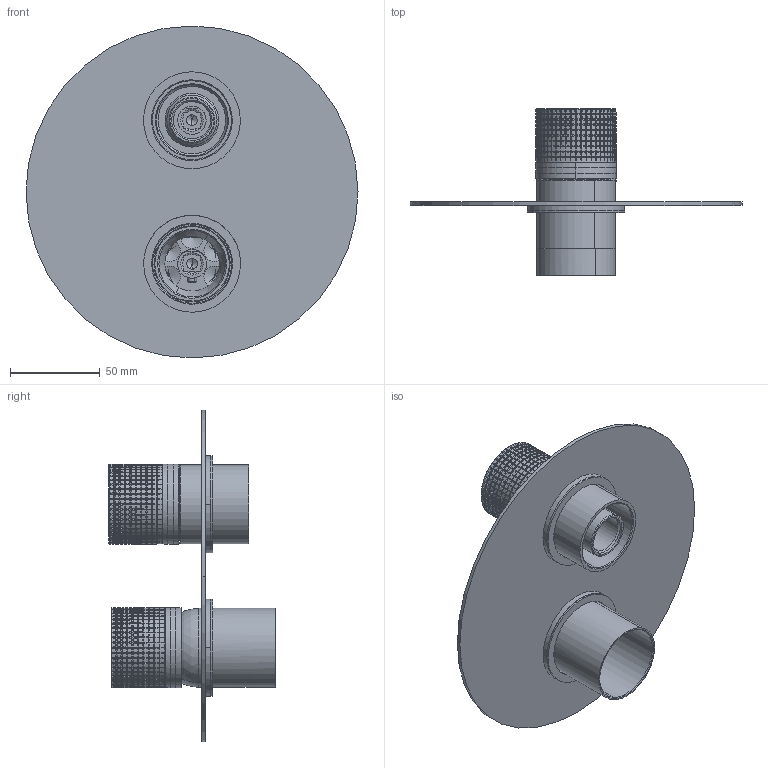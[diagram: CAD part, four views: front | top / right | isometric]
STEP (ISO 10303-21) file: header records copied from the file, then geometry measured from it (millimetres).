
FILE_DESCRIPTION(('CATIA V5 STEP Exchange','CAx-IF Rec.Pracs.--- Model Styling and Organization---1.5--- 2016-08-15','CAx-IF Rec.Pracs.---Supplemental Geometry---1.0---2011-11-01','CAx-IF Rec.Pracs.--- Composite Materials ---3.4---2017-06-13','CAx-IF Rec.Pracs.---Tessellated 3D Geometry---1.0---2015-12-17'),'2;1');
FILE_NAME('X1 0BM03.stp','2022-09-15T12:47:26+00:00',('none'),('none'),'CATIA Version 5-6 Release 2020 SP2','CATIA V5 STEP AP242 v2','none');
FILE_SCHEMA(('AP242_MANAGED_MODEL_BASED_3D_ENGINEERING_MIM_LF {1 0 10303 442 1 1 4}'));
Products named in the file (3): X1 0BM03; xx 00220 0; P47260
Assembly tree (3 placements, depth 2):
  X1 0BM03
    xx 00220 0
    P47260  x2
Bounding box: 185 x 92.75 x 185 mm (x, y, z)
Volume: 136521.9 mm3; surface area: 124385.6 mm2
Topology: 13 solids, 13 shells, 5496 faces, 17392 edges, 11914 vertices
Faces by surface type: plane 1798, cone 1414, cylinder 1080, extrusion 856, torus 342, bspline 4, sphere 2
Entity records: 103043 total; most frequent: CARTESIAN_POINT 41513, ORIENTED_EDGE 17652, EDGE_CURVE 8826, B_SPLINE_CURVE_WITH_KNOTS 6178, VERTEX_POINT 6050, DIRECTION 3942, EDGE_LOOP 2850, ADVANCED_FACE 2813
